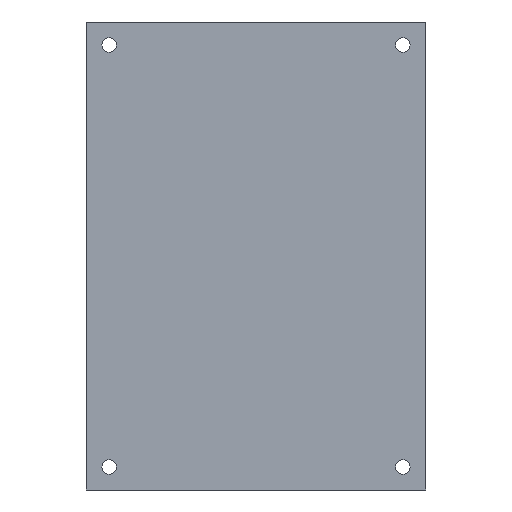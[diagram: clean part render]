
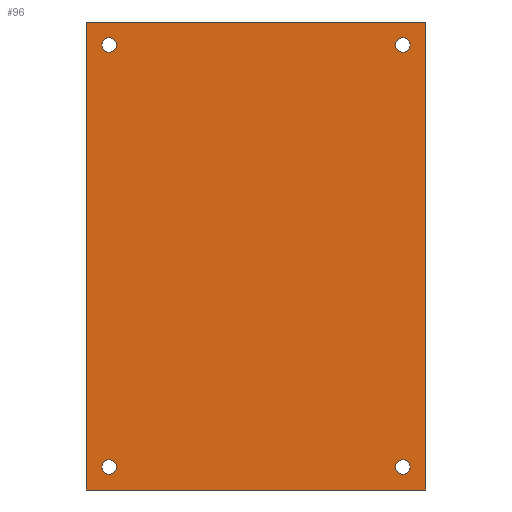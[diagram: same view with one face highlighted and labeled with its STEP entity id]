
A CAD part, front view. The second image highlights one B-rep face of the part: STEP entity #96.
In plain terms, the highlighted planar face has unit normal (0, -1, 0).
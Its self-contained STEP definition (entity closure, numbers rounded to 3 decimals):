
#23 = LINE ( 'NONE', #688, #157 ) ;
#37 = VERTEX_POINT ( 'NONE', #579 ) ;
#40 = DIRECTION ( 'NONE',  ( 0., 1., 0. ) ) ;
#46 = FACE_BOUND ( 'NONE', #736, .T. ) ;
#48 = DIRECTION ( 'NONE',  ( 0., 0., 1. ) ) ;
#54 = CIRCLE ( 'NONE', #549, 0.794 ) ;
#55 = CARTESIAN_POINT ( 'NONE',  ( 0., 0., 0. ) ) ;
#68 = EDGE_CURVE ( 'NONE', #592, #462, #861, .T. ) ;
#76 = LINE ( 'NONE', #804, #371 ) ;
#81 = CARTESIAN_POINT ( 'NONE',  ( 13.434, 0., 36.856 ) ) ;
#82 = VERTEX_POINT ( 'NONE', #381 ) ;
#90 = EDGE_CURVE ( 'NONE', #37, #82, #468, .T. ) ;
#94 = DIRECTION ( 'NONE',  ( 0., 1., 0. ) ) ;
#96 = ADVANCED_FACE ( 'NONE', ( #46, #532, #189, #728, #118 ), #392, .F. ) ;
#105 = DIRECTION ( 'NONE',  ( 0., 0., 1. ) ) ;
#118 = FACE_OUTER_BOUND ( 'NONE', #548, .T. ) ;
#125 = DIRECTION ( 'NONE',  ( 0., 0., 1. ) ) ;
#153 = EDGE_CURVE ( 'NONE', #209, #612, #76, .T. ) ;
#157 = VECTOR ( 'NONE', #422, 1000. ) ;
#163 = ORIENTED_EDGE ( 'NONE', *, *, #619, .T. ) ;
#175 = CARTESIAN_POINT ( 'NONE',  ( 13.434, 0., 36.856 ) ) ;
#177 = AXIS2_PLACEMENT_3D ( 'NONE', #55, #659, #48 ) ;
#189 = FACE_BOUND ( 'NONE', #674, .T. ) ;
#192 = DIRECTION ( 'NONE',  ( 0., 1., 0. ) ) ;
#199 = AXIS2_PLACEMENT_3D ( 'NONE', #834, #506, #290 ) ;
#204 = VERTEX_POINT ( 'NONE', #603 ) ;
#209 = VERTEX_POINT ( 'NONE', #273 ) ;
#228 = CIRCLE ( 'NONE', #412, 0.794 ) ;
#230 = AXIS2_PLACEMENT_3D ( 'NONE', #797, #192, #794 ) ;
#240 = VERTEX_POINT ( 'NONE', #610 ) ;
#241 = CARTESIAN_POINT ( 'NONE',  ( 13.434, 0., -9.144 ) ) ;
#242 = CARTESIAN_POINT ( 'NONE',  ( 13.434, 0., -9.938 ) ) ;
#261 = AXIS2_PLACEMENT_3D ( 'NONE', #81, #94, #698 ) ;
#272 = CIRCLE ( 'NONE', #763, 0.794 ) ;
#273 = CARTESIAN_POINT ( 'NONE',  ( 15.934, 0., 39.356 ) ) ;
#285 = DIRECTION ( 'NONE',  ( 0., 0., -1. ) ) ;
#290 = DIRECTION ( 'NONE',  ( 0., 0., 1. ) ) ;
#297 = EDGE_CURVE ( 'NONE', #204, #240, #581, .T. ) ;
#313 = VERTEX_POINT ( 'NONE', #770 ) ;
#317 = CARTESIAN_POINT ( 'NONE',  ( -21.066, 0., -11.644 ) ) ;
#323 = EDGE_CURVE ( 'NONE', #442, #686, #640, .T. ) ;
#340 = ORIENTED_EDGE ( 'NONE', *, *, #777, .F. ) ;
#341 = VECTOR ( 'NONE', #394, 1000. ) ;
#347 = DIRECTION ( 'NONE',  ( 0., 1., 0. ) ) ;
#349 = ORIENTED_EDGE ( 'NONE', *, *, #90, .T. ) ;
#358 = VECTOR ( 'NONE', #522, 1000. ) ;
#370 = ORIENTED_EDGE ( 'NONE', *, *, #153, .F. ) ;
#371 = VECTOR ( 'NONE', #285, 1000. ) ;
#379 = DIRECTION ( 'NONE',  ( 0., 0., 1. ) ) ;
#381 = CARTESIAN_POINT ( 'NONE',  ( -18.566, 0., 37.65 ) ) ;
#392 = PLANE ( 'NONE',  #177 ) ;
#394 = DIRECTION ( 'NONE',  ( -1., 0., 0. ) ) ;
#399 = CIRCLE ( 'NONE', #457, 0.794 ) ;
#412 = AXIS2_PLACEMENT_3D ( 'NONE', #175, #842, #510 ) ;
#415 = CARTESIAN_POINT ( 'NONE',  ( 13.434, 0., 36.062 ) ) ;
#419 = ORIENTED_EDGE ( 'NONE', *, *, #323, .T. ) ;
#422 = DIRECTION ( 'NONE',  ( 1., 0., 0. ) ) ;
#442 = VERTEX_POINT ( 'NONE', #860 ) ;
#443 = DIRECTION ( 'NONE',  ( 0., 0., 1. ) ) ;
#457 = AXIS2_PLACEMENT_3D ( 'NONE', #461, #40, #105 ) ;
#461 = CARTESIAN_POINT ( 'NONE',  ( 13.434, 0., -9.144 ) ) ;
#462 = VERTEX_POINT ( 'NONE', #677 ) ;
#468 = CIRCLE ( 'NONE', #230, 0.794 ) ;
#485 = ORIENTED_EDGE ( 'NONE', *, *, #713, .T. ) ;
#506 = DIRECTION ( 'NONE',  ( 0., 1., 0. ) ) ;
#508 = ORIENTED_EDGE ( 'NONE', *, *, #854, .T. ) ;
#510 = DIRECTION ( 'NONE',  ( 0., 0., 1. ) ) ;
#516 = ORIENTED_EDGE ( 'NONE', *, *, #738, .T. ) ;
#522 = DIRECTION ( 'NONE',  ( 0., 0., 1. ) ) ;
#532 = FACE_BOUND ( 'NONE', #576, .T. ) ;
#536 = ORIENTED_EDGE ( 'NONE', *, *, #635, .F. ) ;
#548 = EDGE_LOOP ( 'NONE', ( #370, #536, #570, #340 ) ) ;
#549 = AXIS2_PLACEMENT_3D ( 'NONE', #241, #779, #443 ) ;
#570 = ORIENTED_EDGE ( 'NONE', *, *, #68, .F. ) ;
#572 = CARTESIAN_POINT ( 'NONE',  ( 15.934, 0., -11.644 ) ) ;
#576 = EDGE_LOOP ( 'NONE', ( #419, #163 ) ) ;
#579 = CARTESIAN_POINT ( 'NONE',  ( -18.566, 0., 36.062 ) ) ;
#581 = CIRCLE ( 'NONE', #199, 0.794 ) ;
#592 = VERTEX_POINT ( 'NONE', #690 ) ;
#603 = CARTESIAN_POINT ( 'NONE',  ( -18.566, 0., -9.938 ) ) ;
#605 = EDGE_CURVE ( 'NONE', #313, #753, #54, .T. ) ;
#610 = CARTESIAN_POINT ( 'NONE',  ( -18.566, 0., -8.35 ) ) ;
#612 = VERTEX_POINT ( 'NONE', #572 ) ;
#617 = EDGE_LOOP ( 'NONE', ( #516, #782 ) ) ;
#619 = EDGE_CURVE ( 'NONE', #686, #442, #228, .T. ) ;
#635 = EDGE_CURVE ( 'NONE', #462, #209, #23, .T. ) ;
#640 = CIRCLE ( 'NONE', #261, 0.794 ) ;
#646 = CARTESIAN_POINT ( 'NONE',  ( -21.066, 0., -11.644 ) ) ;
#651 = DIRECTION ( 'NONE',  ( 0., 1., 0. ) ) ;
#659 = DIRECTION ( 'NONE',  ( 0., 1., 0. ) ) ;
#674 = EDGE_LOOP ( 'NONE', ( #508, #349 ) ) ;
#677 = CARTESIAN_POINT ( 'NONE',  ( -21.066, 0., 39.356 ) ) ;
#680 = AXIS2_PLACEMENT_3D ( 'NONE', #806, #347, #125 ) ;
#686 = VERTEX_POINT ( 'NONE', #415 ) ;
#688 = CARTESIAN_POINT ( 'NONE',  ( -21.066, 0., 39.356 ) ) ;
#690 = CARTESIAN_POINT ( 'NONE',  ( -21.066, 0., -11.644 ) ) ;
#698 = DIRECTION ( 'NONE',  ( 0., 0., 1. ) ) ;
#709 = CIRCLE ( 'NONE', #680, 0.794 ) ;
#713 = EDGE_CURVE ( 'NONE', #753, #313, #399, .T. ) ;
#722 = LINE ( 'NONE', #646, #341 ) ;
#728 = FACE_BOUND ( 'NONE', #617, .T. ) ;
#736 = EDGE_LOOP ( 'NONE', ( #845, #485 ) ) ;
#738 = EDGE_CURVE ( 'NONE', #240, #204, #272, .T. ) ;
#753 = VERTEX_POINT ( 'NONE', #242 ) ;
#763 = AXIS2_PLACEMENT_3D ( 'NONE', #847, #651, #379 ) ;
#770 = CARTESIAN_POINT ( 'NONE',  ( 13.434, 0., -8.35 ) ) ;
#777 = EDGE_CURVE ( 'NONE', #612, #592, #722, .T. ) ;
#779 = DIRECTION ( 'NONE',  ( 0., 1., 0. ) ) ;
#782 = ORIENTED_EDGE ( 'NONE', *, *, #297, .T. ) ;
#794 = DIRECTION ( 'NONE',  ( 0., 0., 1. ) ) ;
#797 = CARTESIAN_POINT ( 'NONE',  ( -18.566, 0., 36.856 ) ) ;
#804 = CARTESIAN_POINT ( 'NONE',  ( 15.934, 0., -11.644 ) ) ;
#806 = CARTESIAN_POINT ( 'NONE',  ( -18.566, 0., 36.856 ) ) ;
#834 = CARTESIAN_POINT ( 'NONE',  ( -18.566, 0., -9.144 ) ) ;
#842 = DIRECTION ( 'NONE',  ( 0., 1., 0. ) ) ;
#845 = ORIENTED_EDGE ( 'NONE', *, *, #605, .T. ) ;
#847 = CARTESIAN_POINT ( 'NONE',  ( -18.566, 0., -9.144 ) ) ;
#854 = EDGE_CURVE ( 'NONE', #82, #37, #709, .T. ) ;
#860 = CARTESIAN_POINT ( 'NONE',  ( 13.434, 0., 37.65 ) ) ;
#861 = LINE ( 'NONE', #317, #358 ) ;
